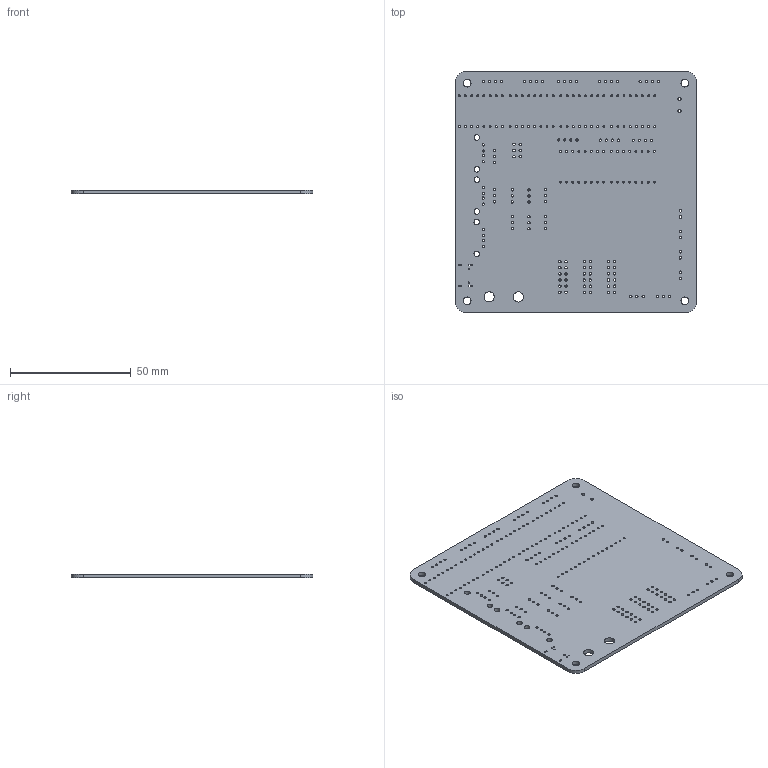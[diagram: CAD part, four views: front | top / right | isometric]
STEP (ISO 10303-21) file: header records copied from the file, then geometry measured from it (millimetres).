
FILE_DESCRIPTION(('KiCad electronic assembly'),'2;1');
FILE_NAME('mobo-3D.step','2022-03-16T10:56:27',('Pcbnew'),('Kicad'), 'Open CASCADE STEP processor 7.5','KiCad to STEP converter','Unknown' );
FILE_SCHEMA(('AUTOMOTIVE_DESIGN { 1 0 10303 214 1 1 1 1 }'));
Length unit declared in the file: millimetre
Products named in the file (2): mobo-3D 1; mobo PCB
Assembly tree (1 placements, depth 2):
  mobo-3D 1
    mobo PCB
Bounding box: 100 x 100 x 1.6 mm (x, y, z)
Volume: 15596.2 mm3; surface area: 21329.7 mm2
Topology: 1 solids, 1 shells, 262 faces, 780 edges, 520 vertices
Faces by surface type: cylinder 248, plane 14
Full cylindrical faces by diameter (mm): 0.6 x2, 0.8 x96, 0.92 x12, 0.95 x62, 1 x50, 1.3 x2, 2.3 x6, 3.2 x4, 4.2 x2
Entity records: 20247 total; most frequent: DIRECTION 3364, CARTESIAN_POINT 3124, ORIENTED_EDGE 1560, PCURVE 1560, DEFINITIONAL_REPRESENTATION 1560, LINE 1348, VECTOR 1348, CIRCLE 992
